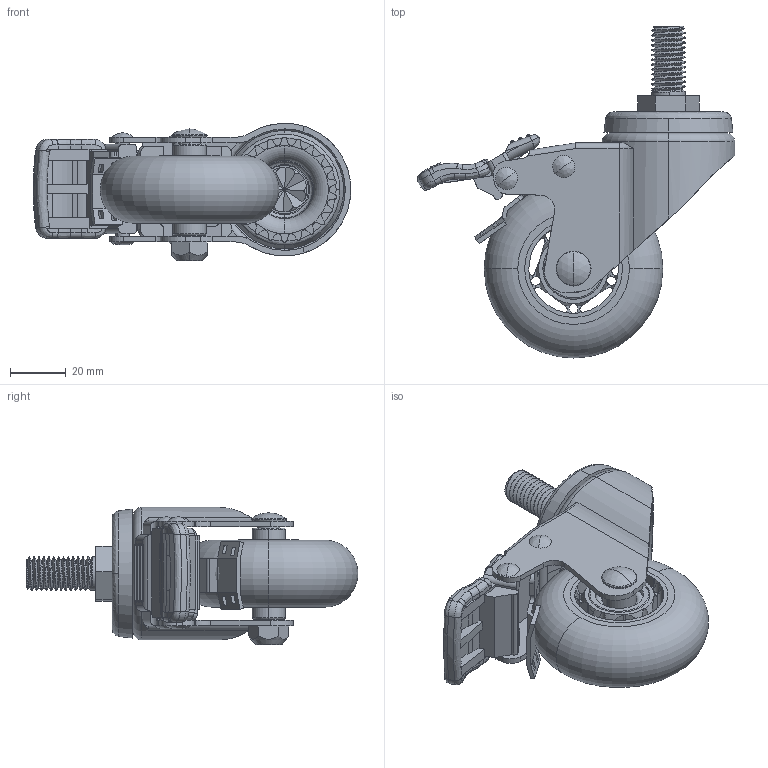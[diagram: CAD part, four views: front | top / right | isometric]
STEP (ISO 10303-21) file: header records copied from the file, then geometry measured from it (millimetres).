
FILE_DESCRIPTION (( 'STEP AP203' ), '1' );
FILE_NAME ('ACSU-64SSB.STEP', '2015-09-01T04:59:54', ( 'WON SINCHUL' ), ( 'Hewlett-Packard Company' ), 'SwSTEP 2.0', 'SolidWorks 2015', '' );
FILE_SCHEMA (( 'CONFIG_CONTROL_DESIGN' ));
Length unit declared in the file: millimetre
Products named in the file (1): ACSU-64SSB
Bounding box: 113.75 x 118.91 x 49.2 mm (x, y, z)
Volume: 110990.4 mm3; surface area: 75904.9 mm2
Topology: 22 solids, 22 shells, 1113 faces, 3071 edges, 1977 vertices
Faces by surface type: cylinder 444, plane 408, bspline 96, cone 84, torus 67, sphere 14
Entity records: 45543 total; most frequent: CARTESIAN_POINT 17744, ORIENTED_EDGE 6102, DIRECTION 5560, EDGE_CURVE 3051, AXIS2_PLACEMENT_3D 2125, VERTEX_POINT 1971, LINE 1310, VECTOR 1310
